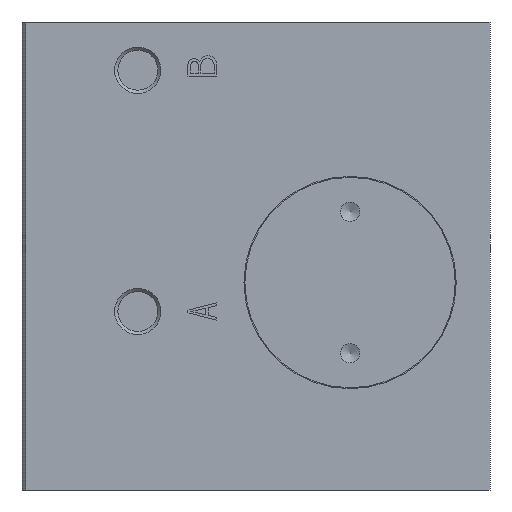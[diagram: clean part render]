
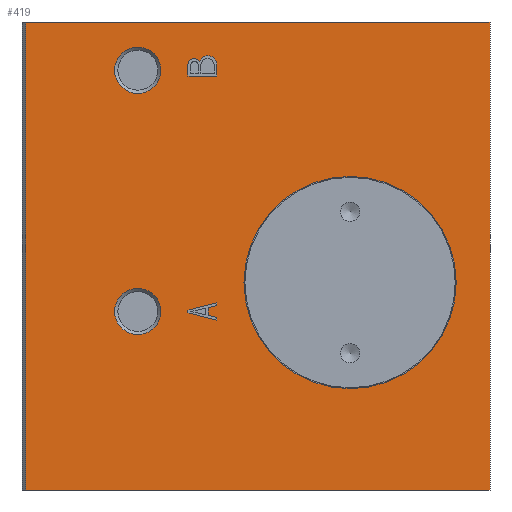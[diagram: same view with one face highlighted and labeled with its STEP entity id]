
A CAD part, left-side view. The second image highlights one B-rep face of the part: STEP entity #419.
In plain terms, the highlighted face is planar.
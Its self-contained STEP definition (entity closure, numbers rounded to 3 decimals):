
#419 = ADVANCED_FACE( '', ( #908, #909, #910, #911, #912, #913 ), #914, .F. );
#908 = FACE_BOUND( '', #1417, .T. );
#909 = FACE_OUTER_BOUND( '', #1418, .T. );
#910 = FACE_BOUND( '', #1419, .T. );
#911 = FACE_BOUND( '', #1420, .T. );
#912 = FACE_BOUND( '', #1421, .T. );
#913 = FACE_BOUND( '', #1422, .T. );
#914 = PLANE( '', #1423 );
#1417 = EDGE_LOOP( '', ( #2402, #2403, #2404, #2405, #2406, #2407, #2408, #2409 ) );
#1418 = EDGE_LOOP( '', ( #2410, #2411, #2412, #2413 ) );
#1419 = EDGE_LOOP( '', ( #2414 ) );
#1420 = EDGE_LOOP( '', ( #2415 ) );
#1421 = EDGE_LOOP( '', ( #2416 ) );
#1422 = EDGE_LOOP( '', ( #2417, #2418, #2419, #2420, #2421 ) );
#1423 = AXIS2_PLACEMENT_3D( '', #2422, #2423, #2424 );
#2402 = ORIENTED_EDGE( '', *, *, #2944, .T. );
#2403 = ORIENTED_EDGE( '', *, *, #2750, .T. );
#2404 = ORIENTED_EDGE( '', *, *, #2931, .T. );
#2405 = ORIENTED_EDGE( '', *, *, #2986, .T. );
#2406 = ORIENTED_EDGE( '', *, *, #2723, .T. );
#2407 = ORIENTED_EDGE( '', *, *, #2894, .T. );
#2408 = ORIENTED_EDGE( '', *, *, #2759, .T. );
#2409 = ORIENTED_EDGE( '', *, *, #2987, .T. );
#2410 = ORIENTED_EDGE( '', *, *, #2792, .T. );
#2411 = ORIENTED_EDGE( '', *, *, #2961, .F. );
#2412 = ORIENTED_EDGE( '', *, *, #2973, .F. );
#2413 = ORIENTED_EDGE( '', *, *, #2896, .T. );
#2414 = ORIENTED_EDGE( '', *, *, #2714, .F. );
#2415 = ORIENTED_EDGE( '', *, *, #2706, .F. );
#2416 = ORIENTED_EDGE( '', *, *, #2988, .T. );
#2417 = ORIENTED_EDGE( '', *, *, #2899, .T. );
#2418 = ORIENTED_EDGE( '', *, *, #2720, .T. );
#2419 = ORIENTED_EDGE( '', *, *, #2610, .T. );
#2420 = ORIENTED_EDGE( '', *, *, #2717, .T. );
#2421 = ORIENTED_EDGE( '', *, *, #2921, .T. );
#2422 = CARTESIAN_POINT( '', ( 24.25, 0., -46. ) );
#2423 = DIRECTION( '', ( 0., 0., 1. ) );
#2424 = DIRECTION( '', ( 1., 0., 0. ) );
#2610 = EDGE_CURVE( '', #3028, #3029, #3030, .T. );
#2706 = EDGE_CURVE( '', #3187, #3187, #3188, .F. );
#2714 = EDGE_CURVE( '', #3201, #3201, #3202, .F. );
#2717 = EDGE_CURVE( '', #3029, #3206, #3207, .T. );
#2720 = EDGE_CURVE( '', #3210, #3028, #3211, .T. );
#2723 = EDGE_CURVE( '', #3214, #3215, #3216, .T. );
#2750 = EDGE_CURVE( '', #3258, #3259, #3260, .T. );
#2759 = EDGE_CURVE( '', #3273, #3274, #3275, .T. );
#2792 = EDGE_CURVE( '', #3327, #3325, #3328, .T. );
#2894 = EDGE_CURVE( '', #3215, #3273, #3475, .T. );
#2896 = EDGE_CURVE( '', #3477, #3327, #3478, .T. );
#2899 = EDGE_CURVE( '', #3481, #3210, #3482, .T. );
#2921 = EDGE_CURVE( '', #3206, #3481, #3510, .T. );
#2931 = EDGE_CURVE( '', #3259, #3524, #3525, .T. );
#2944 = EDGE_CURVE( '', #3538, #3258, #3539, .T. );
#2961 = EDGE_CURVE( '', #3558, #3325, #3560, .T. );
#2973 = EDGE_CURVE( '', #3477, #3558, #3572, .T. );
#2986 = EDGE_CURVE( '', #3524, #3214, #3585, .T. );
#2987 = EDGE_CURVE( '', #3274, #3538, #3586, .T. );
#2988 = EDGE_CURVE( '', #3587, #3587, #3588, .T. );
#3028 = VERTEX_POINT( '', #3634 );
#3029 = VERTEX_POINT( '', #3635 );
#3030 = LINE( '', #3636, #3637 );
#3187 = VERTEX_POINT( '', #3833 );
#3188 = CIRCLE( '', #3834, 2.4 );
#3201 = VERTEX_POINT( '', #3851 );
#3202 = CIRCLE( '', #3852, 2.4 );
#3206 = VERTEX_POINT( '', #3856 );
#3207 = LINE( '', #3857, #3858 );
#3210 = VERTEX_POINT( '', #3862 );
#3211 = CIRCLE( '', #3863, 0.93 );
#3214 = VERTEX_POINT( '', #3867 );
#3215 = VERTEX_POINT( '', #3868 );
#3216 = LINE( '', #3869, #3870 );
#3258 = VERTEX_POINT( '', #3927 );
#3259 = VERTEX_POINT( '', #3928 );
#3260 = LINE( '', #3929, #3930 );
#3273 = VERTEX_POINT( '', #3949 );
#3274 = VERTEX_POINT( '', #3950 );
#3275 = LINE( '', #3951, #3952 );
#3325 = VERTEX_POINT( '', #4013 );
#3327 = VERTEX_POINT( '', #4016 );
#3328 = LINE( '', #4017, #4018 );
#3475 = LINE( '', #4257, #4258 );
#3477 = VERTEX_POINT( '', #4260 );
#3478 = LINE( '', #4261, #4262 );
#3481 = VERTEX_POINT( '', #4266 );
#3482 = CIRCLE( '', #4267, 0.652 );
#3510 = LINE( '', #4308, #4309 );
#3524 = VERTEX_POINT( '', #4325 );
#3525 = LINE( '', #4326, #4327 );
#3538 = VERTEX_POINT( '', #4345 );
#3539 = LINE( '', #4346, #4347 );
#3558 = VERTEX_POINT( '', #4371 );
#3560 = LINE( '', #4374, #4375 );
#3572 = LINE( '', #4390, #4391 );
#3585 = LINE( '', #4409, #4410 );
#3586 = LINE( '', #4411, #4412 );
#3587 = VERTEX_POINT( '', #4413 );
#3588 = CIRCLE( '', #4414, 11. );
#3634 = CARTESIAN_POINT( '', ( -19.85, 28.3, -46. ) );
#3635 = CARTESIAN_POINT( '', ( -18.65, 28.3, -46. ) );
#3636 = CARTESIAN_POINT( '', ( -19.85, 28.3, -46. ) );
#3637 = VECTOR( '', #4496, 1000. );
#3833 = CARTESIAN_POINT( '', ( -16.85, 36.5, -46. ) );
#3834 = AXIS2_PLACEMENT_3D( '', #4626, #4627, #4628 );
#3851 = CARTESIAN_POINT( '', ( 8.15, 36.5, -46. ) );
#3852 = AXIS2_PLACEMENT_3D( '', #4636, #4637, #4638 );
#3856 = CARTESIAN_POINT( '', ( -18.65, 31.3, -46. ) );
#3857 = CARTESIAN_POINT( '', ( -18.65, 28.3, -46. ) );
#3858 = VECTOR( '', #4642, 1000. );
#3862 = CARTESIAN_POINT( '', ( -20.15, 30.1, -46. ) );
#3863 = AXIS2_PLACEMENT_3D( '', #4644, #4645, #4646 );
#3867 = CARTESIAN_POINT( '', ( 6.15, 29.2, -46. ) );
#3868 = CARTESIAN_POINT( '', ( 6.35, 28.3, -46. ) );
#3869 = CARTESIAN_POINT( '', ( 6.15, 29.2, -46. ) );
#3870 = VECTOR( '', #4648, 1000. );
#3927 = CARTESIAN_POINT( '', ( 4.85, 28.3, -46. ) );
#3928 = CARTESIAN_POINT( '', ( 5.15, 28.3, -46. ) );
#3929 = CARTESIAN_POINT( '', ( 4.85, 28.3, -46. ) );
#3930 = VECTOR( '', #4676, 1000. );
#3949 = CARTESIAN_POINT( '', ( 6.65, 28.3, -46. ) );
#3950 = CARTESIAN_POINT( '', ( 5.9, 31.3, -46. ) );
#3951 = CARTESIAN_POINT( '', ( 6.65, 28.3, -46. ) );
#3952 = VECTOR( '', #4683, 1000. );
#4013 = CARTESIAN_POINT( '', ( -24.25, 48.1, -46. ) );
#4016 = CARTESIAN_POINT( '', ( -24.25, 0., -46. ) );
#4017 = CARTESIAN_POINT( '', ( -24.25, 0., -46. ) );
#4018 = VECTOR( '', #4723, 1000. );
#4257 = CARTESIAN_POINT( '', ( 6.35, 28.3, -46. ) );
#4258 = VECTOR( '', #4830, 1000. );
#4260 = CARTESIAN_POINT( '', ( 24.25, 0., -46. ) );
#4261 = CARTESIAN_POINT( '', ( 24.25, 0., -46. ) );
#4262 = VECTOR( '', #4831, 1000. );
#4266 = CARTESIAN_POINT( '', ( -19.85, 31.3, -46. ) );
#4267 = AXIS2_PLACEMENT_3D( '', #4833, #4834, #4835 );
#4308 = CARTESIAN_POINT( '', ( -18.65, 31.3, -46. ) );
#4309 = VECTOR( '', #4856, 1000. );
#4325 = CARTESIAN_POINT( '', ( 5.35, 29.2, -46. ) );
#4326 = CARTESIAN_POINT( '', ( 5.15, 28.3, -46. ) );
#4327 = VECTOR( '', #4868, 1000. );
#4345 = CARTESIAN_POINT( '', ( 5.6, 31.3, -46. ) );
#4346 = CARTESIAN_POINT( '', ( 5.6, 31.3, -46. ) );
#4347 = VECTOR( '', #4874, 1000. );
#4371 = CARTESIAN_POINT( '', ( 24.25, 48.1, -46. ) );
#4374 = CARTESIAN_POINT( '', ( 24.25, 48.1, -46. ) );
#4375 = VECTOR( '', #4887, 1000. );
#4390 = CARTESIAN_POINT( '', ( 24.25, 0., -46. ) );
#4391 = VECTOR( '', #4894, 1000. );
#4409 = CARTESIAN_POINT( '', ( 5.35, 29.2, -46. ) );
#4410 = VECTOR( '', #4900, 1000. );
#4411 = CARTESIAN_POINT( '', ( 5.9, 31.3, -46. ) );
#4412 = VECTOR( '', #4901, 1000. );
#4413 = CARTESIAN_POINT( '', ( 13.75, 14.5, -46. ) );
#4414 = AXIS2_PLACEMENT_3D( '', #4902, #4903, #4904 );
#4496 = DIRECTION( '', ( 1., 0., 0. ) );
#4626 = CARTESIAN_POINT( '', ( -19.25, 36.5, -46. ) );
#4627 = DIRECTION( '', ( 0., 0., 1. ) );
#4628 = DIRECTION( '', ( 1., 0., 0. ) );
#4636 = CARTESIAN_POINT( '', ( 5.75, 36.5, -46. ) );
#4637 = DIRECTION( '', ( 0., 0., 1. ) );
#4638 = DIRECTION( '', ( 1., 0., 0. ) );
#4642 = DIRECTION( '', ( 0., 1., 0. ) );
#4644 = CARTESIAN_POINT( '', ( -19.82, 29.23, -46. ) );
#4645 = DIRECTION( '', ( 0., 0., 1. ) );
#4646 = DIRECTION( '', ( 1., 0., 0. ) );
#4648 = DIRECTION( '', ( 0.217, -0.976, 0. ) );
#4676 = DIRECTION( '', ( 1., 0., 0. ) );
#4683 = DIRECTION( '', ( -0.243, 0.97, 0. ) );
#4723 = DIRECTION( '', ( 0., 1., 0. ) );
#4830 = DIRECTION( '', ( 1., 0., 0. ) );
#4831 = DIRECTION( '', ( -1., 0., 0. ) );
#4833 = CARTESIAN_POINT( '', ( -19.8, 30.65, -46. ) );
#4834 = DIRECTION( '', ( 0., 0., 1. ) );
#4835 = DIRECTION( '', ( 1., 0., 0. ) );
#4856 = DIRECTION( '', ( -1., 0., 0. ) );
#4868 = DIRECTION( '', ( 0.217, 0.976, 0. ) );
#4874 = DIRECTION( '', ( -0.243, -0.97, 0. ) );
#4887 = DIRECTION( '', ( -1., 0., 0. ) );
#4894 = DIRECTION( '', ( 0., 1., 0. ) );
#4900 = DIRECTION( '', ( 1., 0., 0. ) );
#4901 = DIRECTION( '', ( -1., 0., 0. ) );
#4902 = CARTESIAN_POINT( '', ( 2.75, 14.5, -46. ) );
#4903 = DIRECTION( '', ( 0., 0., 1. ) );
#4904 = DIRECTION( '', ( 1., 0., 0. ) );
